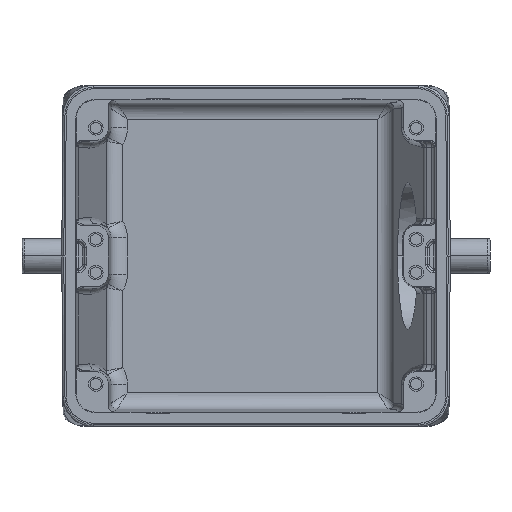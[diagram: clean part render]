
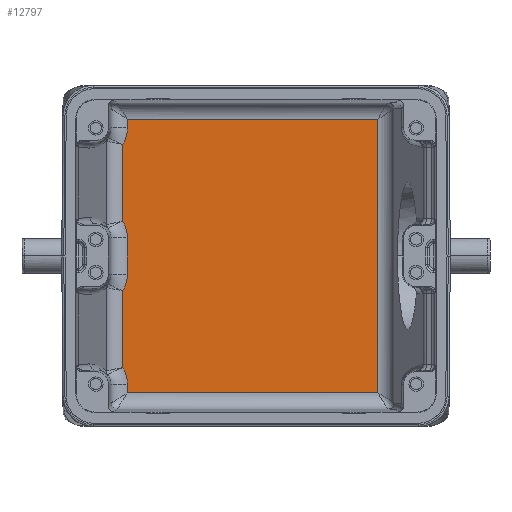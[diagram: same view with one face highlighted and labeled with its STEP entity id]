
A CAD part, front view. The second image highlights one B-rep face of the part: STEP entity #12797.
In plain terms, the highlighted planar face has unit normal (0, -1, 0).
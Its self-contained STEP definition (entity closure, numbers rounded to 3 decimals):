
#2880=DIRECTION('',(0.,0.,-1.));
#2881=VECTOR('',#2880,8.8);
#2882=CARTESIAN_POINT('',(-31.104,40.,4.4));
#2883=LINE('',#2882,#2881);
#3311=DIRECTION('',(1.,0.,0.));
#3312=VECTOR('',#3311,60.552);
#3313=CARTESIAN_POINT('',(-31.104,40.,-33.104));
#3314=LINE('',#3313,#3312);
#3346=DIRECTION('',(0.,0.,-1.));
#3347=VECTOR('',#3346,2.104);
#3348=CARTESIAN_POINT('',(-31.104,40.,-31.));
#3349=LINE('',#3348,#3347);
#3417=DIRECTION('',(0.,0.,-1.));
#3418=VECTOR('',#3417,18.63);
#3419=CARTESIAN_POINT('',(-32.225,40.,-8.385));
#3420=LINE('',#3419,#3418);
#3421=CARTESIAN_POINT('',(-38.75,40.,-31.));
#3422=DIRECTION('',(0.,-1.,0.));
#3423=DIRECTION('',(1.,0.,0.));
#3424=AXIS2_PLACEMENT_3D('',#3421,#3422,#3423);
#3426=CARTESIAN_POINT('',(-38.75,40.,-4.4));
#3427=DIRECTION('',(0.,-1.,0.));
#3428=DIRECTION('',(0.853,0.,-0.521));
#3429=AXIS2_PLACEMENT_3D('',#3426,#3427,#3428);
#3431=CARTESIAN_POINT('',(-38.75,40.,4.4));
#3432=DIRECTION('',(0.,-1.,0.));
#3433=DIRECTION('',(1.,0.,0.));
#3434=AXIS2_PLACEMENT_3D('',#3431,#3432,#3433);
#3436=CARTESIAN_POINT('',(-38.75,40.,31.));
#3437=DIRECTION('',(0.,-1.,0.));
#3438=DIRECTION('',(0.853,0.,-0.521));
#3439=AXIS2_PLACEMENT_3D('',#3436,#3437,#3438);
#3456=DIRECTION('',(-1.,0.,0.));
#3457=VECTOR('',#3456,60.552);
#3458=CARTESIAN_POINT('',(29.448,40.,33.104));
#3459=LINE('',#3458,#3457);
#3489=DIRECTION('',(0.,0.,1.));
#3490=VECTOR('',#3489,66.208);
#3491=CARTESIAN_POINT('',(29.448,40.,-33.104));
#3492=LINE('',#3491,#3490);
#3858=DIRECTION('',(0.,0.,-1.));
#3859=VECTOR('',#3858,2.104);
#3860=CARTESIAN_POINT('',(-31.104,40.,33.104));
#3861=LINE('',#3860,#3859);
#3895=CARTESIAN_POINT('',(-32.225,40.,27.015));
#4009=CARTESIAN_POINT('',(-32.225,40.,8.385));
#4033=DIRECTION('',(0.,0.,-1.));
#4034=VECTOR('',#4033,18.63);
#4035=CARTESIAN_POINT('',(-32.225,40.,27.015));
#4036=LINE('',#4035,#4034);
#7521=VERTEX_POINT('',#3895);
#7522=CARTESIAN_POINT('',(-31.104,40.,31.));
#7523=VERTEX_POINT('',#7522);
#7524=VERTEX_POINT('',#4009);
#7526=CARTESIAN_POINT('',(-31.104,40.,4.4));
#7527=VERTEX_POINT('',#7526);
#7528=CARTESIAN_POINT('',(29.448,40.,33.104));
#7529=CARTESIAN_POINT('',(-31.104,40.,33.104));
#7530=VERTEX_POINT('',#7528);
#7531=VERTEX_POINT('',#7529);
#7532=CARTESIAN_POINT('',(29.448,40.,-33.104));
#7533=VERTEX_POINT('',#7532);
#7534=CARTESIAN_POINT('',(-31.104,40.,-33.104));
#7535=VERTEX_POINT('',#7534);
#7536=CARTESIAN_POINT('',(-31.104,40.,-31.));
#7537=VERTEX_POINT('',#7536);
#7538=CARTESIAN_POINT('',(-32.225,40.,-27.015));
#7539=VERTEX_POINT('',#7538);
#7540=CARTESIAN_POINT('',(-32.225,40.,-8.385));
#7541=VERTEX_POINT('',#7540);
#7542=CARTESIAN_POINT('',(-31.104,40.,-4.4));
#7543=VERTEX_POINT('',#7542);
#12772=CARTESIAN_POINT('',(32.925,40.,-37.75));
#12773=DIRECTION('',(0.,1.,0.));
#12774=DIRECTION('',(-1.,0.,0.));
#12775=AXIS2_PLACEMENT_3D('',#12772,#12773,#12774);
#12776=PLANE('',#12775);
#12778=ORIENTED_EDGE('',*,*,#12777,.F.);
#12780=ORIENTED_EDGE('',*,*,#12779,.F.);
#12781=ORIENTED_EDGE('',*,*,#12530,.F.);
#12782=ORIENTED_EDGE('',*,*,#12653,.F.);
#12783=ORIENTED_EDGE('',*,*,#12669,.T.);
#12784=ORIENTED_EDGE('',*,*,#12767,.F.);
#12785=ORIENTED_EDGE('',*,*,#11837,.T.);
#12786=ORIENTED_EDGE('',*,*,#11820,.F.);
#12788=ORIENTED_EDGE('',*,*,#12787,.T.);
#12790=ORIENTED_EDGE('',*,*,#12789,.F.);
#12792=ORIENTED_EDGE('',*,*,#12791,.T.);
#12794=ORIENTED_EDGE('',*,*,#12793,.F.);
#12795=EDGE_LOOP('',(#12778,#12780,#12781,#12782,#12783,#12784,#12785,#12786,
#12788,#12790,#12792,#12794));
#12796=FACE_OUTER_BOUND('',#12795,.F.);
#12797=ADVANCED_FACE('',(#12796),#12776,.F.);
#3425=CIRCLE('',#3424,7.646);
#3430=CIRCLE('',#3429,7.646);
#3435=CIRCLE('',#3434,7.646);
#3440=CIRCLE('',#3439,7.646);
#11820=EDGE_CURVE('',#7527,#7543,#2883,.T.);
#11837=EDGE_CURVE('',#7541,#7543,#3430,.T.);
#12530=EDGE_CURVE('',#7535,#7533,#3314,.T.);
#12653=EDGE_CURVE('',#7537,#7535,#3349,.T.);
#12669=EDGE_CURVE('',#7537,#7539,#3425,.T.);
#12767=EDGE_CURVE('',#7541,#7539,#3420,.T.);
#12777=EDGE_CURVE('',#7530,#7531,#3459,.T.);
#12779=EDGE_CURVE('',#7533,#7530,#3492,.T.);
#12787=EDGE_CURVE('',#7527,#7524,#3435,.T.);
#12789=EDGE_CURVE('',#7521,#7524,#4036,.T.);
#12791=EDGE_CURVE('',#7521,#7523,#3440,.T.);
#12793=EDGE_CURVE('',#7531,#7523,#3861,.T.);
